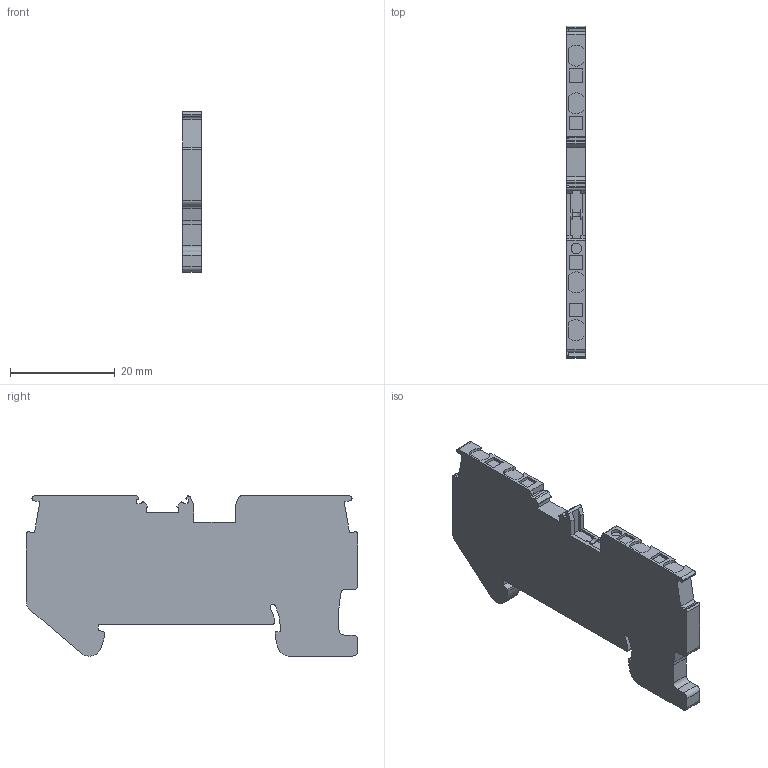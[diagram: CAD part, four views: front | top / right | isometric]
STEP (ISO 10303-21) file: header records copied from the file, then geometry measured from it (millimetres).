
FILE_DESCRIPTION( ( 'Unknown' ), '1' );
FILE_NAME( 'DPT1.5-4-001.stp', 'Unknown', ( 'Unknown' ), ( 'Unknown' ), 'XStep 1.0', 'Unknown', ' ' );
FILE_SCHEMA( ( 'automotive_design' ) );
Length unit declared in the file: millimetre
Products named in the file (1): 1
Bounding box: 3.5 x 63.2 x 30.5 mm (x, y, z)
Volume: 5344.4 mm3; surface area: 3946.1 mm2
Topology: 1 solids, 1 shells, 194 faces, 551 edges, 364 vertices
Faces by surface type: plane 134, cylinder 60
Full cylindrical faces by diameter (mm): 2 x1
Entity records: 7843 total; most frequent: CARTESIAN_POINT 1107, ORIENTED_EDGE 1098, DIRECTION 1073, EDGE_CURVE 549, LINE 415, VECTOR 415, VERTEX_POINT 363, AXIS2_PLACEMENT_3D 329
